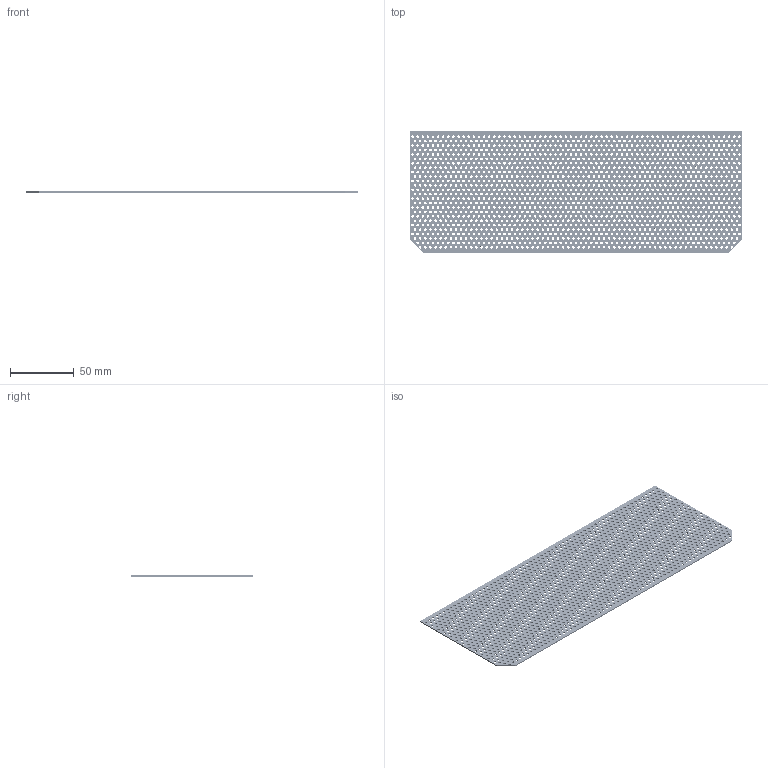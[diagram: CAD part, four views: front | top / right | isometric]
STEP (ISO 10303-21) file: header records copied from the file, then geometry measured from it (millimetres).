
FILE_DESCRIPTION(/* description */ ('Unknown'),/* implementation_level */ '2;1');
FILE_NAME(/* name */ 'Holeplate_front',/* time_stamp */ '2023-03-05T10:54:30+01:00',/* author */ ('Unknown'),/* organization */ ('Unknown'),/* preprocessor_version */ 'ST-DEVELOPER v18.1',/* originating_system */ 'Solid Edge',/* authorisation */ 'Unknown');
FILE_SCHEMA (('AUTOMOTIVE_DESIGN {1 0 10303 214 3 1 1}'));
Length unit declared in the file: millimetre
Products named in the file (1): Holeplate_front
Bounding box: 260 x 95 x 1 mm (x, y, z)
Volume: 19344.1 mm3; surface area: 49898.3 mm2
Topology: 1 solids, 1 shells, 1681 faces, 6710 edges, 5031 vertices
Faces by surface type: cylinder 1673, plane 8
Full cylindrical faces by diameter (mm): 2 x1673
Entity records: 57134 total; most frequent: DIRECTION 10074, CARTESIAN_POINT 8404, ORIENTED_EDGE 6728, EDGE_LOOP 6700, FACE_BOUND 6700, AXIS2_PLACEMENT_3D 5028, EDGE_CURVE 3364, VERTEX_POINT 3358
